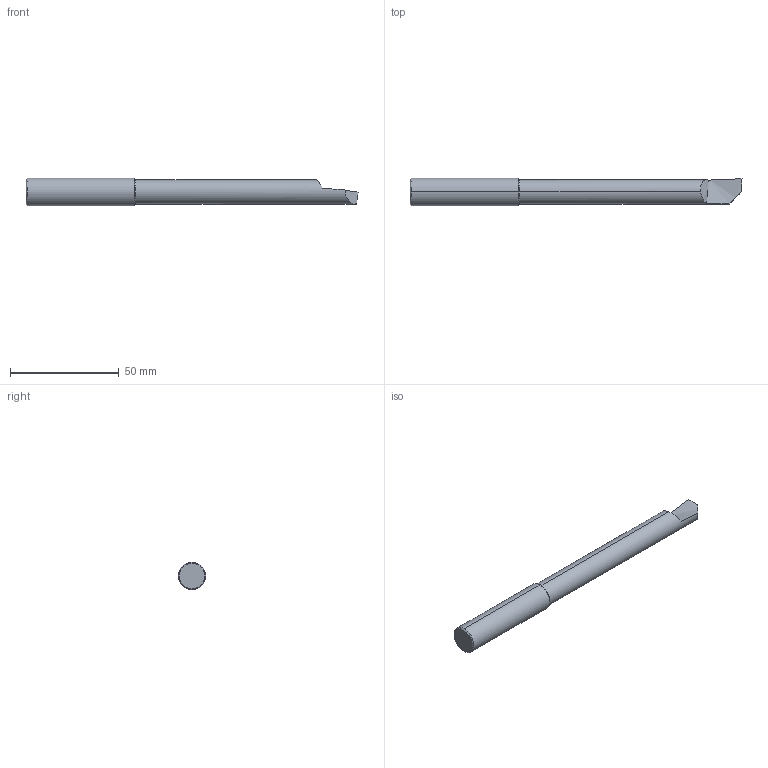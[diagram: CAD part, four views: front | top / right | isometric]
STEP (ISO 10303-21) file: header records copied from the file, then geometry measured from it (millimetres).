
FILE_DESCRIPTION (( 'STEP AP203' ), '1' );
FILE_NAME ('216426-HB4804000.STEP', '2024-08-09T22:56:50', ( '' ), ( '' ), 'SwSTEP 2.0', 'SolidWorks 2024', '' );
FILE_SCHEMA (( 'CONFIG_CONTROL_DESIGN' ));
Length unit declared in the file: inch
Products named in the file (1): 216426-HB4804000
Bounding box: 152.4 x 12.69 x 12.69 mm (x, y, z)
Volume: 15388 mm3; surface area: 5652.1 mm2
Topology: 1 solids, 1 shells, 20 faces, 46 edges, 29 vertices
Faces by surface type: plane 7, cylinder 4, bspline 4, cone 3, torus 2
Entity records: 749 total; most frequent: CARTESIAN_POINT 255, ORIENTED_EDGE 92, DIRECTION 77, EDGE_CURVE 46, AXIS2_PLACEMENT_3D 33, VERTEX_POINT 29, EDGE_LOOP 21, ADVANCED_FACE 20
